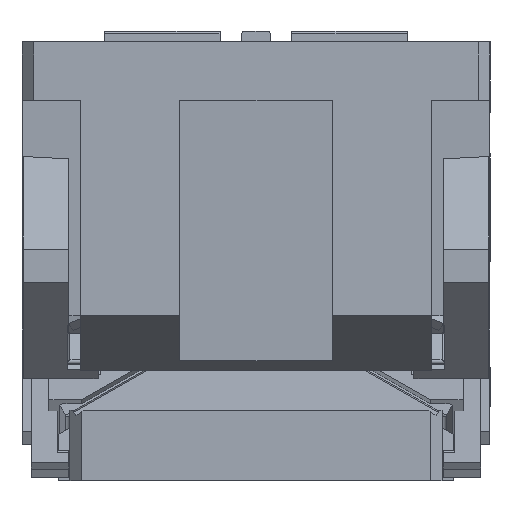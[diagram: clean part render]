
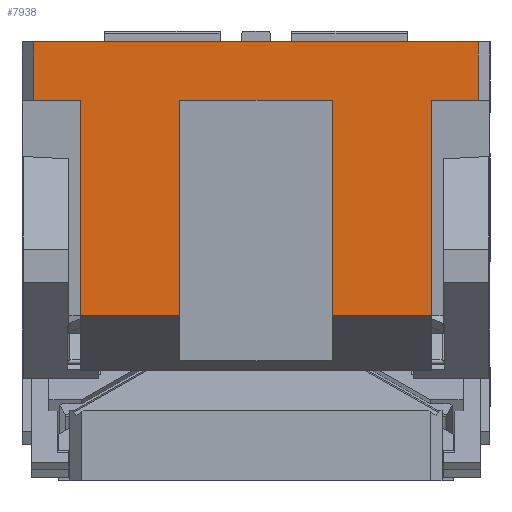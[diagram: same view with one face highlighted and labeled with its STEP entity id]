
A CAD part, left-side view. The second image highlights one B-rep face of the part: STEP entity #7938.
In plain terms, the highlighted planar face has unit normal (-1, 0, 0).
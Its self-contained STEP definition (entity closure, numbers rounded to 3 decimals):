
#181=CARTESIAN_POINT('Vertex',(-415.,190.,190.)) ;
#184=CARTESIAN_POINT('Line Origine',(-415.,0.,190.)) ;
#188=CARTESIAN_POINT('Vertex',(-415.,-190.,190.)) ;
#475=CARTESIAN_POINT('Vertex',(-415.,190.,140.)) ;
#478=CARTESIAN_POINT('Line Origine',(-415.,190.,165.)) ;
#7330=CARTESIAN_POINT('Vertex',(-415.,150.,140.)) ;
#7335=CARTESIAN_POINT('Line Origine',(-415.,170.,140.)) ;
#7404=CARTESIAN_POINT('Vertex',(-415.,150.,-44.059)) ;
#7407=CARTESIAN_POINT('Line Origine',(-415.,150.,47.971)) ;
#7472=CARTESIAN_POINT('Vertex',(-415.,-150.,-44.059)) ;
#7493=CARTESIAN_POINT('Vertex',(-415.,-150.,140.)) ;
#7496=CARTESIAN_POINT('Line Origine',(-415.,-150.,47.971)) ;
#7574=CARTESIAN_POINT('Vertex',(-415.,-190.,140.)) ;
#7577=CARTESIAN_POINT('Line Origine',(-415.,-170.,140.)) ;
#7762=CARTESIAN_POINT('Line Origine',(-415.,-190.,165.)) ;
#7845=CARTESIAN_POINT('Vertex',(-415.,-65.,140.)) ;
#7848=CARTESIAN_POINT('Line Origine',(-415.,0.,140.)) ;
#7852=CARTESIAN_POINT('Vertex',(-415.,65.,140.)) ;
#7887=CARTESIAN_POINT('Vertex',(-415.,-65.,-44.059)) ;
#7890=CARTESIAN_POINT('Line Origine',(-415.,-65.,47.971)) ;
#7902=CARTESIAN_POINT('Axis2P3D Location',(-415.,-200.,140.)) ;
#7907=CARTESIAN_POINT('Line Origine',(-415.,-107.5,-44.059)) ;
#7912=CARTESIAN_POINT('Line Origine',(-415.,107.5,-44.059)) ;
#7916=CARTESIAN_POINT('Vertex',(-415.,65.,-44.059)) ;
#7919=CARTESIAN_POINT('Line Origine',(-415.,65.,47.971)) ;
#185=DIRECTION('Vector Direction',(0.,1.,0.)) ;
#479=DIRECTION('Vector Direction',(0.,0.,-1.)) ;
#7336=DIRECTION('Vector Direction',(0.,1.,0.)) ;
#7408=DIRECTION('Vector Direction',(0.,0.,-1.)) ;
#7497=DIRECTION('Vector Direction',(0.,0.,-1.)) ;
#7578=DIRECTION('Vector Direction',(0.,1.,0.)) ;
#7763=DIRECTION('Vector Direction',(0.,0.,1.)) ;
#7849=DIRECTION('Vector Direction',(0.,1.,0.)) ;
#7891=DIRECTION('Vector Direction',(0.,0.,-1.)) ;
#7903=DIRECTION('Axis2P3D Direction',(1.,0.,0.)) ;
#7904=DIRECTION('Axis2P3D XDirection',(0.,0.,1.)) ;
#7908=DIRECTION('Vector Direction',(0.,1.,0.)) ;
#7913=DIRECTION('Vector Direction',(0.,1.,0.)) ;
#7920=DIRECTION('Vector Direction',(0.,0.,-1.)) ;
#7905=AXIS2_PLACEMENT_3D('Plane Axis2P3D',#7902,#7903,#7904) ;
#7925=ORIENTED_EDGE('',*,*,#7911,.T.) ;
#7926=ORIENTED_EDGE('',*,*,#7500,.F.) ;
#7927=ORIENTED_EDGE('',*,*,#7581,.F.) ;
#7928=ORIENTED_EDGE('',*,*,#7766,.T.) ;
#7929=ORIENTED_EDGE('',*,*,#190,.T.) ;
#7930=ORIENTED_EDGE('',*,*,#482,.T.) ;
#7931=ORIENTED_EDGE('',*,*,#7339,.F.) ;
#7932=ORIENTED_EDGE('',*,*,#7411,.T.) ;
#7933=ORIENTED_EDGE('',*,*,#7918,.T.) ;
#7934=ORIENTED_EDGE('',*,*,#7923,.F.) ;
#7935=ORIENTED_EDGE('',*,*,#7854,.F.) ;
#7936=ORIENTED_EDGE('',*,*,#7894,.T.) ;
#186=VECTOR('Line Direction',#185,1.) ;
#480=VECTOR('Line Direction',#479,1.) ;
#7337=VECTOR('Line Direction',#7336,1.) ;
#7409=VECTOR('Line Direction',#7408,1.) ;
#7498=VECTOR('Line Direction',#7497,1.) ;
#7579=VECTOR('Line Direction',#7578,1.) ;
#7764=VECTOR('Line Direction',#7763,1.) ;
#7850=VECTOR('Line Direction',#7849,1.) ;
#7892=VECTOR('Line Direction',#7891,1.) ;
#7909=VECTOR('Line Direction',#7908,1.) ;
#7914=VECTOR('Line Direction',#7913,1.) ;
#7921=VECTOR('Line Direction',#7920,1.) ;
#7938=ADVANCED_FACE('CAM HOLDER',(#7937),#7906,.F.) ;
#190=EDGE_CURVE('',#189,#182,#187,.T.) ;
#482=EDGE_CURVE('',#182,#476,#481,.T.) ;
#7339=EDGE_CURVE('',#7331,#476,#7338,.T.) ;
#7411=EDGE_CURVE('',#7331,#7405,#7410,.T.) ;
#7500=EDGE_CURVE('',#7494,#7473,#7499,.T.) ;
#7581=EDGE_CURVE('',#7575,#7494,#7580,.T.) ;
#7766=EDGE_CURVE('',#7575,#189,#7765,.T.) ;
#7854=EDGE_CURVE('',#7846,#7853,#7851,.T.) ;
#7894=EDGE_CURVE('',#7846,#7888,#7893,.T.) ;
#7911=EDGE_CURVE('',#7888,#7473,#7910,.F.) ;
#7918=EDGE_CURVE('',#7405,#7917,#7915,.F.) ;
#7923=EDGE_CURVE('',#7853,#7917,#7922,.T.) ;
#7924=EDGE_LOOP('',(#7925,#7926,#7927,#7928,#7929,#7930,#7931,#7932,#7933,#7934,#7935,#7936)) ;
#7937=FACE_OUTER_BOUND('',#7924,.T.) ;
#187=LINE('Line',#184,#186) ;
#481=LINE('Line',#478,#480) ;
#7338=LINE('Line',#7335,#7337) ;
#7410=LINE('Line',#7407,#7409) ;
#7499=LINE('Line',#7496,#7498) ;
#7580=LINE('Line',#7577,#7579) ;
#7765=LINE('Line',#7762,#7764) ;
#7851=LINE('Line',#7848,#7850) ;
#7893=LINE('Line',#7890,#7892) ;
#7910=LINE('Line',#7907,#7909) ;
#7915=LINE('Line',#7912,#7914) ;
#7922=LINE('Line',#7919,#7921) ;
#7906=PLANE('Plane',#7905) ;
#182=VERTEX_POINT('',#181) ;
#189=VERTEX_POINT('',#188) ;
#476=VERTEX_POINT('',#475) ;
#7331=VERTEX_POINT('',#7330) ;
#7405=VERTEX_POINT('',#7404) ;
#7473=VERTEX_POINT('',#7472) ;
#7494=VERTEX_POINT('',#7493) ;
#7575=VERTEX_POINT('',#7574) ;
#7846=VERTEX_POINT('',#7845) ;
#7853=VERTEX_POINT('',#7852) ;
#7888=VERTEX_POINT('',#7887) ;
#7917=VERTEX_POINT('',#7916) ;
